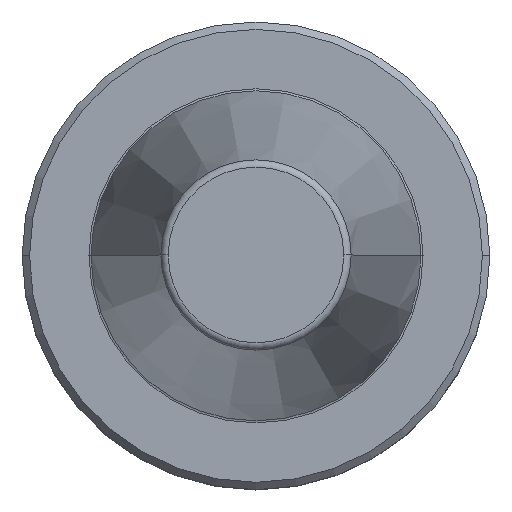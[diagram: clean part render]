
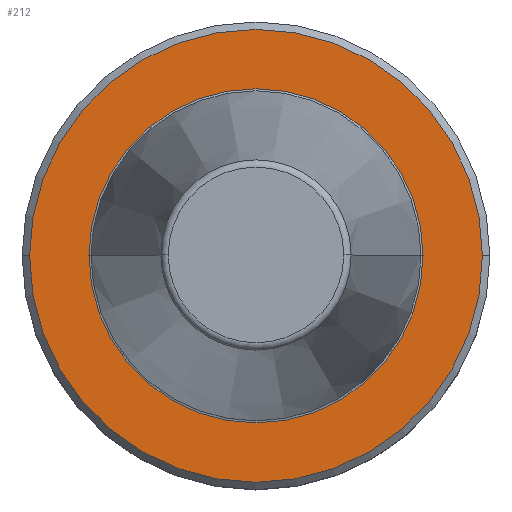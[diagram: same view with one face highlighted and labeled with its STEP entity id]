
A CAD part, top view. The second image highlights one B-rep face of the part: STEP entity #212.
In plain terms, the highlighted planar face has unit normal (0, 0, 1).
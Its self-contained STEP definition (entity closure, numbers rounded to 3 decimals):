
#8 = CIRCLE ( 'NONE', #430, 30.5 ) ;
#29 = DIRECTION ( 'NONE',  ( 0., 0., 1. ) ) ;
#48 = DIRECTION ( 'NONE',  ( -1., 0., 0. ) ) ;
#53 = CARTESIAN_POINT ( 'NONE',  ( -30.5, 0., -67.4 ) ) ;
#76 = CIRCLE ( 'NONE', #419, 22.5 ) ;
#79 = ORIENTED_EDGE ( 'NONE', *, *, #613, .F. ) ;
#87 = VERTEX_POINT ( 'NONE', #337 ) ;
#135 = ORIENTED_EDGE ( 'NONE', *, *, #147, .T. ) ;
#147 = EDGE_CURVE ( 'NONE', #182, #227, #8, .T. ) ;
#177 = CARTESIAN_POINT ( 'NONE',  ( 30.5, 0., -67.4 ) ) ;
#182 = VERTEX_POINT ( 'NONE', #177 ) ;
#208 = DIRECTION ( 'NONE',  ( 0., 0., 1. ) ) ;
#212 = ADVANCED_FACE ( 'NONE', ( #305, #278 ), #910, .F. ) ;
#214 = DIRECTION ( 'NONE',  ( 0., 0., -1. ) ) ;
#227 = VERTEX_POINT ( 'NONE', #53 ) ;
#267 = CARTESIAN_POINT ( 'NONE',  ( 0., 0., -67.4 ) ) ;
#278 = FACE_OUTER_BOUND ( 'NONE', #328, .T. ) ;
#300 = ORIENTED_EDGE ( 'NONE', *, *, #411, .T. ) ;
#305 = FACE_BOUND ( 'NONE', #407, .T. ) ;
#328 = EDGE_LOOP ( 'NONE', ( #300, #135 ) ) ;
#337 = CARTESIAN_POINT ( 'NONE',  ( 22.5, 0., -67.4 ) ) ;
#356 = DIRECTION ( 'NONE',  ( 1., 0., 0. ) ) ;
#373 = ORIENTED_EDGE ( 'NONE', *, *, #434, .F. ) ;
#407 = EDGE_LOOP ( 'NONE', ( #373, #79 ) ) ;
#411 = EDGE_CURVE ( 'NONE', #227, #182, #967, .T. ) ;
#419 = AXIS2_PLACEMENT_3D ( 'NONE', #857, #1020, #356 ) ;
#430 = AXIS2_PLACEMENT_3D ( 'NONE', #267, #208, #815 ) ;
#434 = EDGE_CURVE ( 'NONE', #87, #999, #747, .T. ) ;
#449 = DIRECTION ( 'NONE',  ( 1., 0., 0. ) ) ;
#454 = CARTESIAN_POINT ( 'NONE',  ( 0., 0., -67.4 ) ) ;
#596 = CARTESIAN_POINT ( 'NONE',  ( 0., 0., -67.4 ) ) ;
#611 = CARTESIAN_POINT ( 'NONE',  ( 0., 0., -67.4 ) ) ;
#613 = EDGE_CURVE ( 'NONE', #999, #87, #76, .T. ) ;
#747 = CIRCLE ( 'NONE', #890, 22.5 ) ;
#810 = AXIS2_PLACEMENT_3D ( 'NONE', #596, #214, #48 ) ;
#815 = DIRECTION ( 'NONE',  ( 1., 0., 0. ) ) ;
#857 = CARTESIAN_POINT ( 'NONE',  ( 0., 0., -67.4 ) ) ;
#874 = CARTESIAN_POINT ( 'NONE',  ( -22.5, 0., -67.4 ) ) ;
#890 = AXIS2_PLACEMENT_3D ( 'NONE', #611, #29, #930 ) ;
#910 = PLANE ( 'NONE',  #810 ) ;
#930 = DIRECTION ( 'NONE',  ( 1., 0., 0. ) ) ;
#967 = CIRCLE ( 'NONE', #1050, 30.5 ) ;
#999 = VERTEX_POINT ( 'NONE', #874 ) ;
#1003 = DIRECTION ( 'NONE',  ( 0., 0., 1. ) ) ;
#1020 = DIRECTION ( 'NONE',  ( 0., 0., 1. ) ) ;
#1050 = AXIS2_PLACEMENT_3D ( 'NONE', #454, #1003, #449 ) ;
